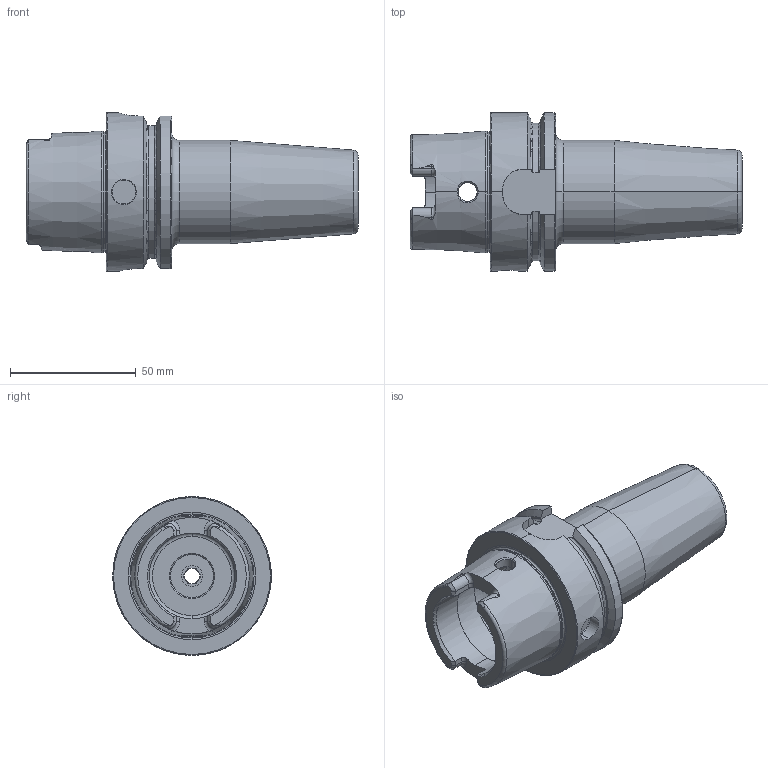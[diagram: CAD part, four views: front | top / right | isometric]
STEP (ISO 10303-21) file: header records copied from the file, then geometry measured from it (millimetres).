
FILE_DESCRIPTION (( 'STEP AP214' ), '1' );
FILE_NAME ('HA6-S20.K01.100.STEP', '2015-02-12T13:11:31', ( 'SWIAdmin' ), ( 'Hewlett-Packard Company' ), 'SwSTEP 2.0', 'SolidWorks 2012', '' );
FILE_SCHEMA (( 'AUTOMOTIVE_DESIGN' ));
Length unit declared in the file: millimetre
Products named in the file (3): ERU-AN5.K01.020_A; HA6-S20.K01.100_B_Fertigbearbeitung; HA6-S20.K01.100
Assembly tree (2 placements, depth 2):
  HA6-S20.K01.100
    HA6-S20.K01.100_B_Fertigbearbeitung
    ERU-AN5.K01.020_A
Bounding box: 131.9 x 63 x 63 mm (x, y, z)
Volume: 149366.2 mm3; surface area: 35919.7 mm2
Topology: 2 solids, 2 shells, 232 faces, 587 edges, 362 vertices
Faces by surface type: plane 82, cylinder 61, cone 41, torus 39, bspline 9
Entity records: 9731 total; most frequent: CARTESIAN_POINT 2902, ORIENTED_EDGE 1174, DIRECTION 1120, EDGE_CURVE 587, AXIS2_PLACEMENT_3D 444, VERTEX_POINT 362, EDGE_LOOP 243, FACE_OUTER_BOUND 232
